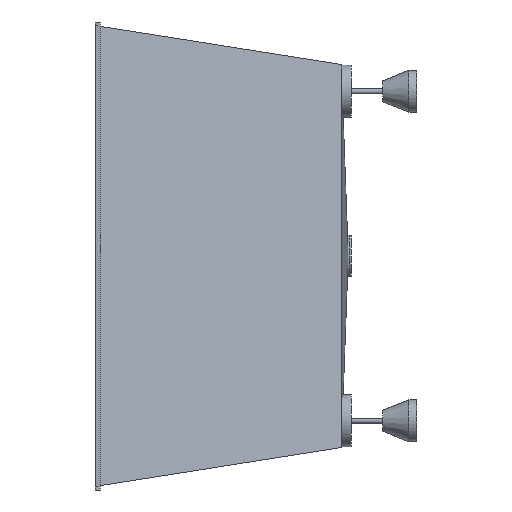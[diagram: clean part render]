
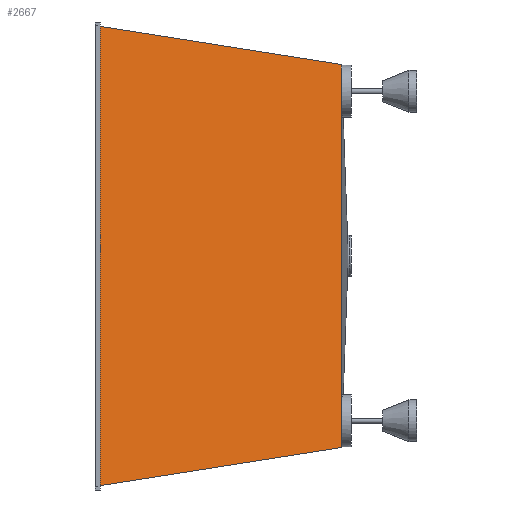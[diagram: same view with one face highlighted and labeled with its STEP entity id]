
A CAD part, left-side view. The second image highlights one B-rep face of the part: STEP entity #2667.
In plain terms, the highlighted planar face has unit normal (-0.88, -0.475, 0).
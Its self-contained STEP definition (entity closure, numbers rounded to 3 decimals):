
#10 = EDGE_LOOP ( 'NONE', ( #3760, #3139, #7105, #8223, #2511, #1918 ) ) ;
#86 = CARTESIAN_POINT ( 'NONE',  ( 239.541, -470.617, -793.665 ) ) ;
#132 = VERTEX_POINT ( 'NONE', #647 ) ;
#154 = CARTESIAN_POINT ( 'NONE',  ( 239.585, -470.698, -791.351 ) ) ;
#169 = CARTESIAN_POINT ( 'NONE',  ( 239.629, -470.779, -789.037 ) ) ;
#180 = CARTESIAN_POINT ( 'NONE',  ( 239.673, -470.86, -69.672 ) ) ;
#216 = DIRECTION ( 'NONE',  ( 0.471, -0.871, -0.138 ) ) ;
#242 = EDGE_CURVE ( 'NONE', #1412, #5728, #5286, .T. ) ;
#298 = CARTESIAN_POINT ( 'NONE',  ( 239.541, -470.617, -61.335 ) ) ;
#330 = LINE ( 'NONE', #4332, #3801 ) ;
#568 = CARTESIAN_POINT ( 'NONE',  ( 239.673, -470.86, -555.701 ) ) ;
#594 = CARTESIAN_POINT ( 'NONE',  ( 239.673, -470.86, -491.6 ) ) ;
#639 = LINE ( 'NONE', #6692, #5757 ) ;
#647 = CARTESIAN_POINT ( 'NONE',  ( -14.777, 0., -868.162 ) ) ;
#744 = CARTESIAN_POINT ( 'NONE',  ( 239.673, -470.86, -309.153 ) ) ;
#844 = CARTESIAN_POINT ( 'NONE',  ( 239.673, -470.86, -786.723 ) ) ;
#1221 = EDGE_CURVE ( 'NONE', #5728, #1898, #4837, .T. ) ;
#1316 = LINE ( 'NONE', #1552, #2845 ) ;
#1412 = VERTEX_POINT ( 'NONE', #4552 ) ;
#1552 = CARTESIAN_POINT ( 'NONE',  ( 236.854, -465.645, -60.548 ) ) ;
#1898 = VERTEX_POINT ( 'NONE', #7600 ) ;
#1918 = ORIENTED_EDGE ( 'NONE', *, *, #6349, .F. ) ;
#1981 = CARTESIAN_POINT ( 'NONE',  ( 239.673, -470.86, -68.277 ) ) ;
#2046 = CARTESIAN_POINT ( 'NONE',  ( 239.673, -470.86, -619.801 ) ) ;
#2436 = EDGE_CURVE ( 'NONE', #8062, #1898, #3247, .T. ) ;
#2511 = ORIENTED_EDGE ( 'NONE', *, *, #3537, .F. ) ;
#2569 = CARTESIAN_POINT ( 'NONE',  ( 239.673, -470.86, -675.442 ) ) ;
#2667 = ADVANCED_FACE ( 'NONE', ( #4333 ), #8283, .T. ) ;
#2845 = VECTOR ( 'NONE', #216, 1000. ) ;
#3139 = ORIENTED_EDGE ( 'NONE', *, *, #242, .T. ) ;
#3247 = B_SPLINE_CURVE_WITH_KNOTS ( 'NONE', 3,
 ( #6775, #6850, #6948, #6967 ),
 .UNSPECIFIED., .F., .F.,
 ( 4, 4 ),
 ( 0., 0.007 ),
 .UNSPECIFIED. ) ;
#3274 = VERTEX_POINT ( 'NONE', #6554 ) ;
#3537 = EDGE_CURVE ( 'NONE', #3274, #8062, #1316, .T. ) ;
#3703 = CARTESIAN_POINT ( 'NONE',  ( 239.673, -470.86, -190.807 ) ) ;
#3726 = CARTESIAN_POINT ( 'NONE',  ( 239.673, -470.86, -786.723 ) ) ;
#3734 = CARTESIAN_POINT ( 'NONE',  ( 239.673, -470.86, -731.082 ) ) ;
#3739 = CARTESIAN_POINT ( 'NONE',  ( 239.673, -470.86, -427.5 ) ) ;
#3752 = CARTESIAN_POINT ( 'NONE',  ( 239.673, -470.86, -72.46 ) ) ;
#3760 = ORIENTED_EDGE ( 'NONE', *, *, #5620, .T. ) ;
#3801 = VECTOR ( 'NONE', #4401, 1000. ) ;
#4027 = CARTESIAN_POINT ( 'NONE',  ( 239.673, -470.86, -786.723 ) ) ;
#4332 = CARTESIAN_POINT ( 'NONE',  ( 236.854, -465.645, -794.452 ) ) ;
#4333 = FACE_OUTER_BOUND ( 'NONE', #10, .T. ) ;
#4401 = DIRECTION ( 'NONE',  ( 0.471, -0.871, 0.138 ) ) ;
#4552 = CARTESIAN_POINT ( 'NONE',  ( 239.541, -470.617, -793.665 ) ) ;
#4734 = CARTESIAN_POINT ( 'NONE',  ( 239.673, -470.86, -71.066 ) ) ;
#4837 = B_SPLINE_CURVE_WITH_KNOTS ( 'NONE', 3,
 ( #3726, #3734, #2569, #2046, #568, #594, #3739, #744, #3703, #3752, #4734, #180, #1981 ),
 .UNSPECIFIED., .F., .F.,
 ( 4, 3, 3, 3, 4 ),
 ( 1.83, 1.997, 2.189, 2.544, 2.549 ),
 .UNSPECIFIED. ) ;
#5286 = B_SPLINE_CURVE_WITH_KNOTS ( 'NONE', 3,
 ( #86, #154, #169, #844 ),
 .UNSPECIFIED., .F., .F.,
 ( 4, 4 ),
 ( 0., 0.007 ),
 .UNSPECIFIED. ) ;
#5620 = EDGE_CURVE ( 'NONE', #132, #1412, #330, .T. ) ;
#5728 = VERTEX_POINT ( 'NONE', #4027 ) ;
#5757 = VECTOR ( 'NONE', #6853, 1000. ) ;
#6349 = EDGE_CURVE ( 'NONE', #132, #3274, #639, .T. ) ;
#6554 = CARTESIAN_POINT ( 'NONE',  ( -14.777, 0., 13.162 ) ) ;
#6692 = CARTESIAN_POINT ( 'NONE',  ( -14.777, 0., -782.5 ) ) ;
#6775 = CARTESIAN_POINT ( 'NONE',  ( 239.541, -470.617, -61.335 ) ) ;
#6850 = CARTESIAN_POINT ( 'NONE',  ( 239.585, -470.698, -63.649 ) ) ;
#6853 = DIRECTION ( 'NONE',  ( 0., 0., 1. ) ) ;
#6948 = CARTESIAN_POINT ( 'NONE',  ( 239.629, -470.779, -65.963 ) ) ;
#6967 = CARTESIAN_POINT ( 'NONE',  ( 239.673, -470.86, -68.277 ) ) ;
#7105 = ORIENTED_EDGE ( 'NONE', *, *, #1221, .T. ) ;
#7600 = CARTESIAN_POINT ( 'NONE',  ( 239.673, -470.86, -68.277 ) ) ;
#7752 = CARTESIAN_POINT ( 'NONE',  ( 236.063, -464.18, -782.5 ) ) ;
#7825 = AXIS2_PLACEMENT_3D ( 'NONE', #7752, #8395, #7907 ) ;
#7907 = DIRECTION ( 'NONE',  ( 0.475, -0.88, 0. ) ) ;
#8062 = VERTEX_POINT ( 'NONE', #298 ) ;
#8223 = ORIENTED_EDGE ( 'NONE', *, *, #2436, .F. ) ;
#8283 = PLANE ( 'NONE',  #7825 ) ;
#8395 = DIRECTION ( 'NONE',  ( -0.88, -0.475, 0. ) ) ;
